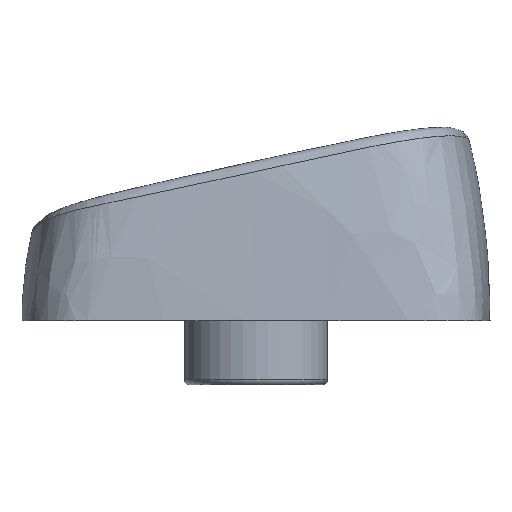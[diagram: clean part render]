
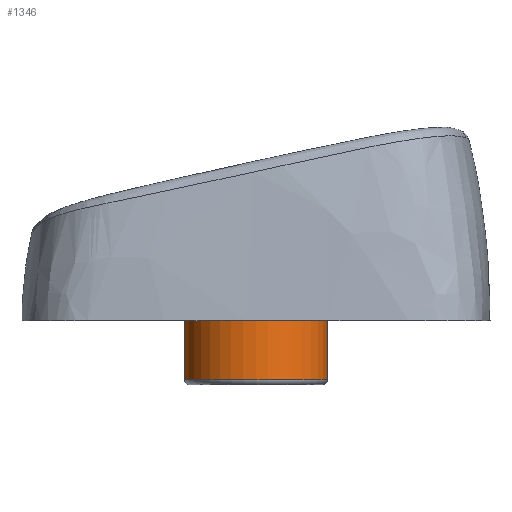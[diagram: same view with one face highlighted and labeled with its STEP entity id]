
A CAD part, left-side view. The second image highlights one B-rep face of the part: STEP entity #1346.
In plain terms, the highlighted cylindrical face has radius 2.75 mm (diameter 5.5 mm), a full revolution.
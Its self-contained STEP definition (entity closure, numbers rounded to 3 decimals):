
#219=FACE_OUTER_BOUND('',#266,.T.);
#266=EDGE_LOOP('',(#962,#963,#964,#965));
#316=CIRCLE('',#1431,2.75);
#317=CIRCLE('',#1433,2.75);
#361=LINE('',#1821,#414);
#414=VECTOR('',#1598,2.75);
#470=VERTEX_POINT('',#1816);
#471=VERTEX_POINT('',#1820);
#683=EDGE_CURVE('',#470,#470,#316,.T.);
#684=EDGE_CURVE('',#470,#471,#361,.T.);
#685=EDGE_CURVE('',#471,#471,#317,.T.);
#962=ORIENTED_EDGE('',*,*,#683,.F.);
#963=ORIENTED_EDGE('',*,*,#684,.T.);
#964=ORIENTED_EDGE('',*,*,#685,.F.);
#965=ORIENTED_EDGE('',*,*,#684,.F.);
#1317=CYLINDRICAL_SURFACE('',#1432,2.75);
#1346=ADVANCED_FACE('',(#219),#1317,.T.);
#1431=AXIS2_PLACEMENT_3D('',#1818,#1594,#1595);
#1432=AXIS2_PLACEMENT_3D('',#1819,#1596,#1597);
#1433=AXIS2_PLACEMENT_3D('',#1822,#1599,#1600);
#1594=DIRECTION('center_axis',(0.,0.,
-1.));
#1595=DIRECTION('ref_axis',(-1.,0.,0.));
#1596=DIRECTION('center_axis',(0.,0.,
-1.));
#1597=DIRECTION('ref_axis',(-1.,0.,0.));
#1598=DIRECTION('',(0.,0.,1.));
#1599=DIRECTION('center_axis',(0.,0.,
1.));
#1600=DIRECTION('ref_axis',(-1.,0.,0.));
#1816=CARTESIAN_POINT('',(2.738,-28.571,-3.1));
#1818=CARTESIAN_POINT('Origin',(-0.012,-28.571,-3.1));
#1819=CARTESIAN_POINT('Origin',(-0.012,-28.571,0.));
#1820=CARTESIAN_POINT('',(2.738,-28.571,-0.25));
#1821=CARTESIAN_POINT('',(2.738,-28.571,0.));
#1822=CARTESIAN_POINT('Origin',(-0.012,-28.571,-0.25));
